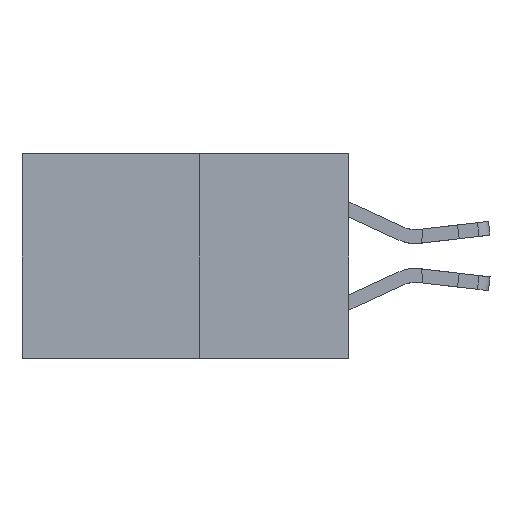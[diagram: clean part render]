
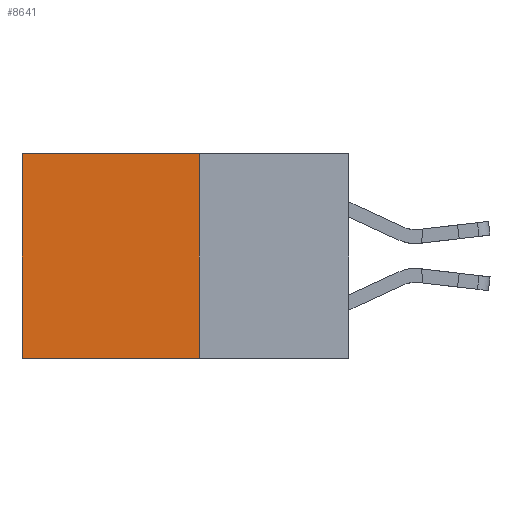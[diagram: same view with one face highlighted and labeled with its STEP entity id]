
A CAD part, left-side view. The second image highlights one B-rep face of the part: STEP entity #8641.
In plain terms, the highlighted planar face has unit normal (-1, 0, 0).
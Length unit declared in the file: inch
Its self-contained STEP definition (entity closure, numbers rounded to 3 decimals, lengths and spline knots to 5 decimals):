
#150 = VERTEX_POINT ( 'NONE', #8042 ) ;
#407 = EDGE_CURVE ( 'NONE', #150, #4001, #8147, .T. ) ;
#958 = EDGE_CURVE ( 'NONE', #22018, #150, #21973, .T. ) ;
#2213 = VERTEX_POINT ( 'NONE', #11030 ) ;
#2699 = LINE ( 'NONE', #14404, #16265 ) ;
#2744 = ORIENTED_EDGE ( 'NONE', *, *, #407, .F. ) ;
#2950 = DIRECTION ( 'NONE',  ( 0., 0., -1. ) ) ;
#2959 = DIRECTION ( 'NONE',  ( 0., 0., -1. ) ) ;
#4001 = VERTEX_POINT ( 'NONE', #11269 ) ;
#6527 = CARTESIAN_POINT ( 'NONE',  ( 0.277, 0.27, -0.37 ) ) ;
#8042 = CARTESIAN_POINT ( 'NONE',  ( 0.277, 0.27, -0.37 ) ) ;
#8147 = LINE ( 'NONE', #11792, #16900 ) ;
#8415 = AXIS2_PLACEMENT_3D ( 'NONE', #6527, #13589, #2959 ) ;
#8641 = ADVANCED_FACE ( 'NONE', ( #11033 ), #22175, .F. ) ;
#8743 = EDGE_LOOP ( 'NONE', ( #15966, #2744, #14938, #10935 ) ) ;
#10935 = ORIENTED_EDGE ( 'NONE', *, *, #13342, .T. ) ;
#11030 = CARTESIAN_POINT ( 'NONE',  ( 0.277, 0.59, 0. ) ) ;
#11033 = FACE_OUTER_BOUND ( 'NONE', #8743, .T. ) ;
#11269 = CARTESIAN_POINT ( 'NONE',  ( 0.277, 0.59, -0.37 ) ) ;
#11479 = DIRECTION ( 'NONE',  ( 0., 0., -1. ) ) ;
#11645 = CARTESIAN_POINT ( 'NONE',  ( 0.277, 0.27, -0.37 ) ) ;
#11792 = CARTESIAN_POINT ( 'NONE',  ( 0.277, 0.27, -0.37 ) ) ;
#11825 = CARTESIAN_POINT ( 'NONE',  ( 0.277, 0.59, -0.37 ) ) ;
#13342 = EDGE_CURVE ( 'NONE', #22018, #2213, #2699, .T. ) ;
#13589 = DIRECTION ( 'NONE',  ( 1., 0., 0. ) ) ;
#14404 = CARTESIAN_POINT ( 'NONE',  ( 0.277, 0.27, 0. ) ) ;
#14938 = ORIENTED_EDGE ( 'NONE', *, *, #958, .F. ) ;
#15118 = EDGE_CURVE ( 'NONE', #2213, #4001, #15803, .T. ) ;
#15779 = VECTOR ( 'NONE', #11479, 39.37008 ) ;
#15803 = LINE ( 'NONE', #11825, #19862 ) ;
#15966 = ORIENTED_EDGE ( 'NONE', *, *, #15118, .T. ) ;
#16156 = DIRECTION ( 'NONE',  ( 0., 1., 0. ) ) ;
#16265 = VECTOR ( 'NONE', #16156, 39.37008 ) ;
#16900 = VECTOR ( 'NONE', #17378, 39.37008 ) ;
#17378 = DIRECTION ( 'NONE',  ( 0., 1., 0. ) ) ;
#19609 = CARTESIAN_POINT ( 'NONE',  ( 0.277, 0.27, 0. ) ) ;
#19862 = VECTOR ( 'NONE', #2950, 39.37008 ) ;
#21973 = LINE ( 'NONE', #11645, #15779 ) ;
#22018 = VERTEX_POINT ( 'NONE', #19609 ) ;
#22175 = PLANE ( 'NONE',  #8415 ) ;
